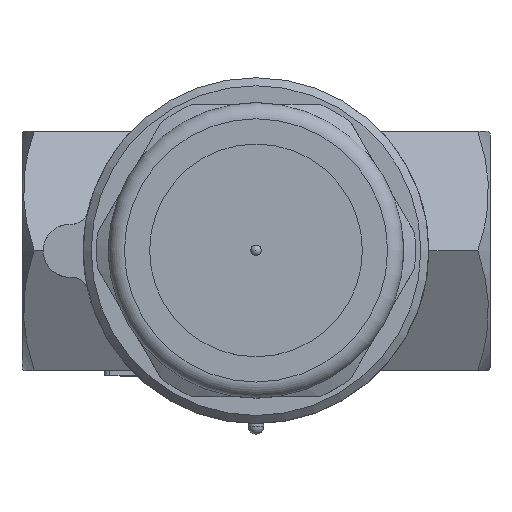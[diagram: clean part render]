
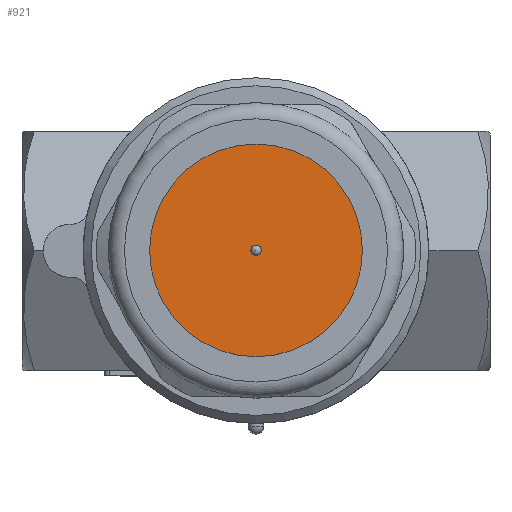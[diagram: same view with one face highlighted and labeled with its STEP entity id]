
A CAD part, top view. The second image highlights one B-rep face of the part: STEP entity #921.
In plain terms, the highlighted planar face has unit normal (0, 0, 1).
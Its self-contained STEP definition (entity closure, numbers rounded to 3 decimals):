
#870=CARTESIAN_POINT('',(0.,-1.0,66.0));
#871=VERTEX_POINT('',#870);
#872=CARTESIAN_POINT('',(0.,0.,66.0));
#873=DIRECTION('',(0.0,0.0,-1.0));
#874=DIRECTION('',(0.0,1.0,0.0));
#875=AXIS2_PLACEMENT_3D('',#872,#873,#874);
#876=CIRCLE('',#875,1.0);
#877=EDGE_CURVE('',#871,#871,#876,.T.);
#887=CARTESIAN_POINT('',(20.,0.,66.0));
#888=VERTEX_POINT('',#887);
#889=CARTESIAN_POINT('',(0.,0.,66.0));
#890=DIRECTION('',(0.0,0.0,-1.0));
#891=DIRECTION('',(-1.0,0.0,0.0));
#892=AXIS2_PLACEMENT_3D('',#889,#890,#891);
#893=CIRCLE('',#892,20.0);
#894=EDGE_CURVE('',#888,#888,#893,.T.);
#910=CARTESIAN_POINT('',(0.,0.,66.0));
#911=DIRECTION('',(0.0,0.0,-1.0));
#912=DIRECTION('',(-1.0,0.0,0.0));
#913=AXIS2_PLACEMENT_3D('',#910,#911,#912);
#914=PLANE('',#913);
#915=ORIENTED_EDGE('',*,*,#894,.F.);
#916=EDGE_LOOP('',(#915));
#917=FACE_OUTER_BOUND('',#916,.T.);
#918=ORIENTED_EDGE('',*,*,#877,.T.);
#919=EDGE_LOOP('',(#918));
#920=FACE_BOUND('',#919,.T.);
#921=ADVANCED_FACE('',(#917,#920),#914,.F.);
